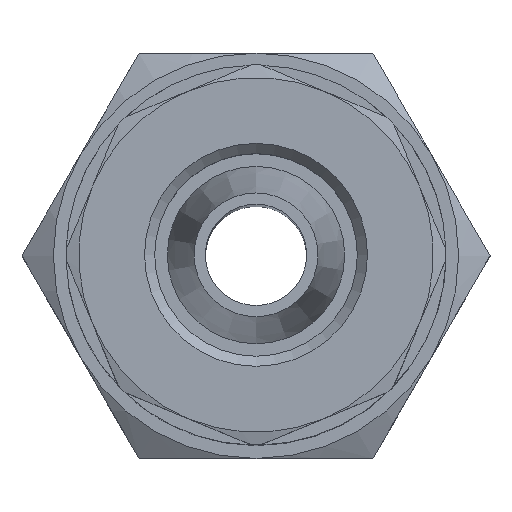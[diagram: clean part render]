
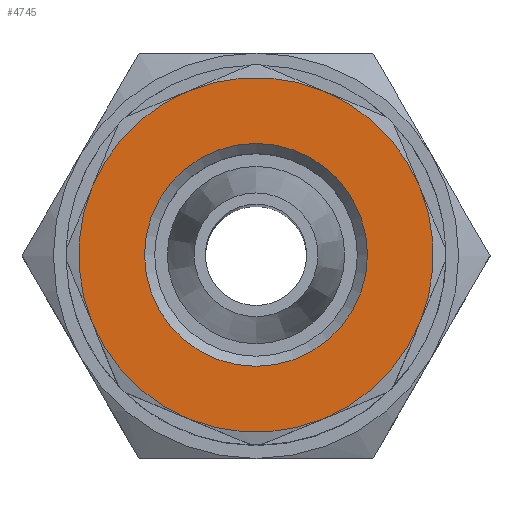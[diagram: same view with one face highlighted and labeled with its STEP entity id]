
A CAD part, top view. The second image highlights one B-rep face of the part: STEP entity #4745.
In plain terms, the highlighted face is planar.
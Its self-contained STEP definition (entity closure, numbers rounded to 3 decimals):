
#2409=ORIENTED_EDGE('',*,*,#2981,.T.);
#2410=ORIENTED_EDGE('',*,*,#2982,.T.);
#2411=ORIENTED_EDGE('',*,*,#2983,.F.);
#2412=ORIENTED_EDGE('',*,*,#2984,.T.);
#2413=ORIENTED_EDGE('',*,*,#2985,.T.);
#2414=ORIENTED_EDGE('',*,*,#2986,.T.);
#2415=ORIENTED_EDGE('',*,*,#2987,.T.);
#2416=ORIENTED_EDGE('',*,*,#2988,.T.);
#2417=ORIENTED_EDGE('',*,*,#2980,.T.);
#2722=CIRCLE('',#4497,2.2);
#2723=CIRCLE('',#4499,3.5);
#2724=CIRCLE('',#4500,3.5);
#2725=CIRCLE('',#4501,3.5);
#2726=CIRCLE('',#4502,3.5);
#2727=CIRCLE('',#4503,3.5);
#2728=CIRCLE('',#4504,3.5);
#2729=CIRCLE('',#4505,3.5);
#2730=CIRCLE('',#4506,3.5);
#2826=VERTEX_POINT('',#4101);
#2827=VERTEX_POINT('',#4104);
#2828=VERTEX_POINT('',#4105);
#2829=VERTEX_POINT('',#4107);
#2830=VERTEX_POINT('',#4109);
#2831=VERTEX_POINT('',#4111);
#2832=VERTEX_POINT('',#4113);
#2833=VERTEX_POINT('',#4115);
#2834=VERTEX_POINT('',#4117);
#2980=EDGE_CURVE('',#2826,#2826,#2722,.T.);
#2981=EDGE_CURVE('',#2827,#2828,#2723,.T.);
#2982=EDGE_CURVE('',#2828,#2829,#2724,.T.);
#2983=EDGE_CURVE('',#2830,#2829,#2725,.T.);
#2984=EDGE_CURVE('',#2830,#2831,#2726,.T.);
#2985=EDGE_CURVE('',#2831,#2832,#2727,.T.);
#2986=EDGE_CURVE('',#2832,#2833,#2728,.T.);
#2987=EDGE_CURVE('',#2833,#2834,#2729,.T.);
#2988=EDGE_CURVE('',#2834,#2827,#2730,.T.);
#3179=EDGE_LOOP('',(#2409,#2410,#2411,#2412,#2413,#2414,#2415,#2416));
#3180=EDGE_LOOP('',(#2417));
#3315=FACE_BOUND('',#3179,.T.);
#3316=FACE_BOUND('',#3180,.T.);
#3589=DIRECTION('',(0.,-1.,0.));
#3590=DIRECTION('',(0.,0.,-2.2));
#3591=DIRECTION('',(0.,1.,0.));
#3592=DIRECTION('',(1.,0.,0.));
#3593=DIRECTION('',(0.,1.,0.));
#3594=DIRECTION('',(0.,0.,-3.5));
#3595=DIRECTION('',(0.,1.,0.));
#3596=DIRECTION('',(0.,0.,-3.5));
#3597=DIRECTION('',(0.,-1.,0.));
#3598=DIRECTION('',(0.,0.,3.5));
#3599=DIRECTION('',(0.,1.,0.));
#3600=DIRECTION('',(0.,0.,-3.5));
#3601=DIRECTION('',(0.,1.,0.));
#3602=DIRECTION('',(0.,0.,-3.5));
#3603=DIRECTION('',(0.,1.,0.));
#3604=DIRECTION('',(0.,0.,-3.5));
#3605=DIRECTION('',(0.,1.,0.));
#3606=DIRECTION('',(0.,0.,-3.5));
#3607=DIRECTION('',(0.,1.,0.));
#3608=DIRECTION('',(0.,0.,-3.5));
#4101=CARTESIAN_POINT('',(0.,9.,-2.2));
#4102=CARTESIAN_POINT('',(0.,9.,0.));
#4103=CARTESIAN_POINT('',(3.234,9.,1.339));
#4104=CARTESIAN_POINT('',(1.339,9.,3.234));
#4105=CARTESIAN_POINT('',(3.234,9.,1.339));
#4106=CARTESIAN_POINT('',(0.,9.,0.));
#4107=CARTESIAN_POINT('',(3.234,9.,-1.339));
#4108=CARTESIAN_POINT('',(0.,9.,0.));
#4109=CARTESIAN_POINT('',(1.339,9.,-3.234));
#4110=CARTESIAN_POINT('',(0.,9.,0.));
#4111=CARTESIAN_POINT('',(-1.339,9.,-3.234));
#4112=CARTESIAN_POINT('',(0.,9.,0.));
#4113=CARTESIAN_POINT('',(-3.234,9.,-1.339));
#4114=CARTESIAN_POINT('',(0.,9.,0.));
#4115=CARTESIAN_POINT('',(-3.234,9.,1.339));
#4116=CARTESIAN_POINT('',(0.,9.,0.));
#4117=CARTESIAN_POINT('',(-1.339,9.,3.234));
#4118=CARTESIAN_POINT('',(0.,9.,0.));
#4119=CARTESIAN_POINT('',(0.,9.,0.));
#4497=AXIS2_PLACEMENT_3D('',#4102,#3589,#3590);
#4498=AXIS2_PLACEMENT_3D('',#4103,#3591,#3592);
#4499=AXIS2_PLACEMENT_3D('',#4106,#3593,#3594);
#4500=AXIS2_PLACEMENT_3D('',#4108,#3595,#3596);
#4501=AXIS2_PLACEMENT_3D('',#4110,#3597,#3598);
#4502=AXIS2_PLACEMENT_3D('',#4112,#3599,#3600);
#4503=AXIS2_PLACEMENT_3D('',#4114,#3601,#3602);
#4504=AXIS2_PLACEMENT_3D('',#4116,#3603,#3604);
#4505=AXIS2_PLACEMENT_3D('',#4118,#3605,#3606);
#4506=AXIS2_PLACEMENT_3D('',#4119,#3607,#3608);
#4671=PLANE('',#4498);
#4745=ADVANCED_FACE('',(#3315,#3316),#4671,.T.);
